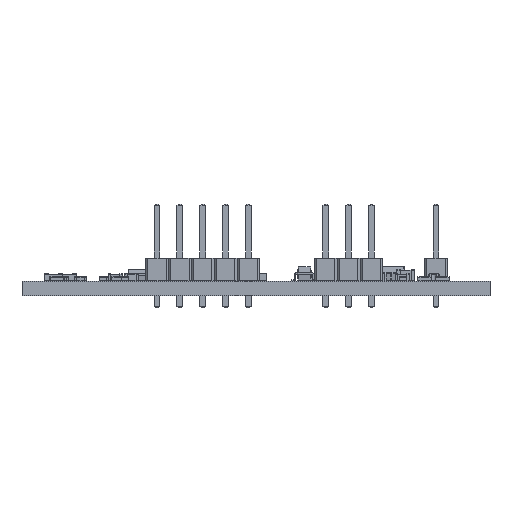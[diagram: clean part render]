
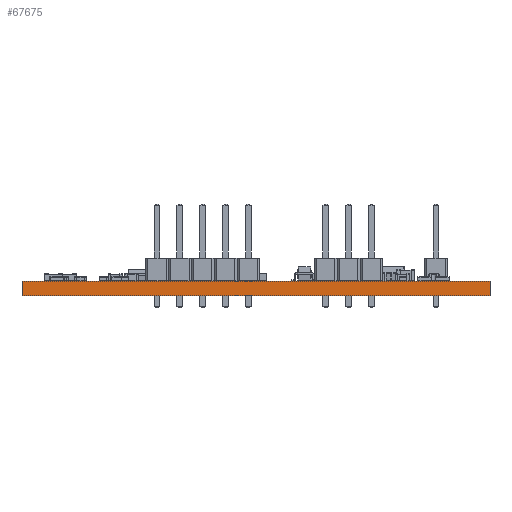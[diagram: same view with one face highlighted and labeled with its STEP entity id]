
A CAD part, front view. The second image highlights one B-rep face of the part: STEP entity #67675.
In plain terms, the highlighted planar face has unit normal (0, -1, 0).
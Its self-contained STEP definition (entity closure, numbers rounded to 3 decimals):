
#67675 = ADVANCED_FACE('',(#67676),#67690,.T.);
#67676 = FACE_BOUND('',#67677,.T.);
#67677 = EDGE_LOOP('',(#67678,#67713,#67741,#67769));
#67678 = ORIENTED_EDGE('',*,*,#67679,.T.);
#67679 = EDGE_CURVE('',#67680,#67682,#67684,.T.);
#67680 = VERTEX_POINT('',#67681);
#67681 = CARTESIAN_POINT('',(173.275,-125.8,0.));
#67682 = VERTEX_POINT('',#67683);
#67683 = CARTESIAN_POINT('',(173.275,-125.8,1.58));
#67684 = SURFACE_CURVE('',#67685,(#67689,#67701),.PCURVE_S1.);
#67685 = LINE('',#67686,#67687);
#67686 = CARTESIAN_POINT('',(173.275,-125.8,0.));
#67687 = VECTOR('',#67688,1.);
#67688 = DIRECTION('',(0.,0.,1.));
#67689 = PCURVE('',#67690,#67695);
#67690 = PLANE('',#67691);
#67691 = AXIS2_PLACEMENT_3D('',#67692,#67693,#67694);
#67692 = CARTESIAN_POINT('',(173.275,-125.8,0.));
#67693 = DIRECTION('',(0.,-1.,0.));
#67694 = DIRECTION('',(-1.,0.,0.));
#67695 = DEFINITIONAL_REPRESENTATION('',(#67696),#67700);
#67696 = LINE('',#67697,#67698);
#67697 = CARTESIAN_POINT('',(0.,-0.));
#67698 = VECTOR('',#67699,1.);
#67699 = DIRECTION('',(0.,-1.));
#67700 = ( GEOMETRIC_REPRESENTATION_CONTEXT(2) 
PARAMETRIC_REPRESENTATION_CONTEXT() REPRESENTATION_CONTEXT('2D SPACE',''
  ) );
#67701 = PCURVE('',#67702,#67707);
#67702 = PLANE('',#67703);
#67703 = AXIS2_PLACEMENT_3D('',#67704,#67705,#67706);
#67704 = CARTESIAN_POINT('',(173.275,-55.8,0.));
#67705 = DIRECTION('',(1.,0.,-0.));
#67706 = DIRECTION('',(0.,-1.,0.));
#67707 = DEFINITIONAL_REPRESENTATION('',(#67708),#67712);
#67708 = LINE('',#67709,#67710);
#67709 = CARTESIAN_POINT('',(70.,0.));
#67710 = VECTOR('',#67711,1.);
#67711 = DIRECTION('',(0.,-1.));
#67712 = ( GEOMETRIC_REPRESENTATION_CONTEXT(2) 
PARAMETRIC_REPRESENTATION_CONTEXT() REPRESENTATION_CONTEXT('2D SPACE',''
  ) );
#67713 = ORIENTED_EDGE('',*,*,#67714,.T.);
#67714 = EDGE_CURVE('',#67682,#67715,#67717,.T.);
#67715 = VERTEX_POINT('',#67716);
#67716 = CARTESIAN_POINT('',(121.275,-125.8,1.58));
#67717 = SURFACE_CURVE('',#67718,(#67722,#67729),.PCURVE_S1.);
#67718 = LINE('',#67719,#67720);
#67719 = CARTESIAN_POINT('',(173.275,-125.8,1.58));
#67720 = VECTOR('',#67721,1.);
#67721 = DIRECTION('',(-1.,0.,0.));
#67722 = PCURVE('',#67690,#67723);
#67723 = DEFINITIONAL_REPRESENTATION('',(#67724),#67728);
#67724 = LINE('',#67725,#67726);
#67725 = CARTESIAN_POINT('',(0.,-1.58));
#67726 = VECTOR('',#67727,1.);
#67727 = DIRECTION('',(1.,0.));
#67728 = ( GEOMETRIC_REPRESENTATION_CONTEXT(2) 
PARAMETRIC_REPRESENTATION_CONTEXT() REPRESENTATION_CONTEXT('2D SPACE',''
  ) );
#67729 = PCURVE('',#67730,#67735);
#67730 = PLANE('',#67731);
#67731 = AXIS2_PLACEMENT_3D('',#67732,#67733,#67734);
#67732 = CARTESIAN_POINT('',(147.275,-90.8,1.58));
#67733 = DIRECTION('',(-0.,-0.,-1.));
#67734 = DIRECTION('',(-1.,0.,0.));
#67735 = DEFINITIONAL_REPRESENTATION('',(#67736),#67740);
#67736 = LINE('',#67737,#67738);
#67737 = CARTESIAN_POINT('',(-26.,-35.));
#67738 = VECTOR('',#67739,1.);
#67739 = DIRECTION('',(1.,0.));
#67740 = ( GEOMETRIC_REPRESENTATION_CONTEXT(2) 
PARAMETRIC_REPRESENTATION_CONTEXT() REPRESENTATION_CONTEXT('2D SPACE',''
  ) );
#67741 = ORIENTED_EDGE('',*,*,#67742,.F.);
#67742 = EDGE_CURVE('',#67743,#67715,#67745,.T.);
#67743 = VERTEX_POINT('',#67744);
#67744 = CARTESIAN_POINT('',(121.275,-125.8,0.));
#67745 = SURFACE_CURVE('',#67746,(#67750,#67757),.PCURVE_S1.);
#67746 = LINE('',#67747,#67748);
#67747 = CARTESIAN_POINT('',(121.275,-125.8,0.));
#67748 = VECTOR('',#67749,1.);
#67749 = DIRECTION('',(0.,0.,1.));
#67750 = PCURVE('',#67690,#67751);
#67751 = DEFINITIONAL_REPRESENTATION('',(#67752),#67756);
#67752 = LINE('',#67753,#67754);
#67753 = CARTESIAN_POINT('',(52.,0.));
#67754 = VECTOR('',#67755,1.);
#67755 = DIRECTION('',(0.,-1.));
#67756 = ( GEOMETRIC_REPRESENTATION_CONTEXT(2) 
PARAMETRIC_REPRESENTATION_CONTEXT() REPRESENTATION_CONTEXT('2D SPACE',''
  ) );
#67757 = PCURVE('',#67758,#67763);
#67758 = PLANE('',#67759);
#67759 = AXIS2_PLACEMENT_3D('',#67760,#67761,#67762);
#67760 = CARTESIAN_POINT('',(121.275,-125.8,0.));
#67761 = DIRECTION('',(-1.,0.,0.));
#67762 = DIRECTION('',(0.,1.,0.));
#67763 = DEFINITIONAL_REPRESENTATION('',(#67764),#67768);
#67764 = LINE('',#67765,#67766);
#67765 = CARTESIAN_POINT('',(0.,0.));
#67766 = VECTOR('',#67767,1.);
#67767 = DIRECTION('',(0.,-1.));
#67768 = ( GEOMETRIC_REPRESENTATION_CONTEXT(2) 
PARAMETRIC_REPRESENTATION_CONTEXT() REPRESENTATION_CONTEXT('2D SPACE',''
  ) );
#67769 = ORIENTED_EDGE('',*,*,#67770,.F.);
#67770 = EDGE_CURVE('',#67680,#67743,#67771,.T.);
#67771 = SURFACE_CURVE('',#67772,(#67776,#67783),.PCURVE_S1.);
#67772 = LINE('',#67773,#67774);
#67773 = CARTESIAN_POINT('',(173.275,-125.8,0.));
#67774 = VECTOR('',#67775,1.);
#67775 = DIRECTION('',(-1.,0.,0.));
#67776 = PCURVE('',#67690,#67777);
#67777 = DEFINITIONAL_REPRESENTATION('',(#67778),#67782);
#67778 = LINE('',#67779,#67780);
#67779 = CARTESIAN_POINT('',(0.,-0.));
#67780 = VECTOR('',#67781,1.);
#67781 = DIRECTION('',(1.,0.));
#67782 = ( GEOMETRIC_REPRESENTATION_CONTEXT(2) 
PARAMETRIC_REPRESENTATION_CONTEXT() REPRESENTATION_CONTEXT('2D SPACE',''
  ) );
#67783 = PCURVE('',#67784,#67789);
#67784 = PLANE('',#67785);
#67785 = AXIS2_PLACEMENT_3D('',#67786,#67787,#67788);
#67786 = CARTESIAN_POINT('',(147.275,-90.8,0.));
#67787 = DIRECTION('',(-0.,-0.,-1.));
#67788 = DIRECTION('',(-1.,0.,0.));
#67789 = DEFINITIONAL_REPRESENTATION('',(#67790),#67794);
#67790 = LINE('',#67791,#67792);
#67791 = CARTESIAN_POINT('',(-26.,-35.));
#67792 = VECTOR('',#67793,1.);
#67793 = DIRECTION('',(1.,0.));
#67794 = ( GEOMETRIC_REPRESENTATION_CONTEXT(2) 
PARAMETRIC_REPRESENTATION_CONTEXT() REPRESENTATION_CONTEXT('2D SPACE',''
  ) );
